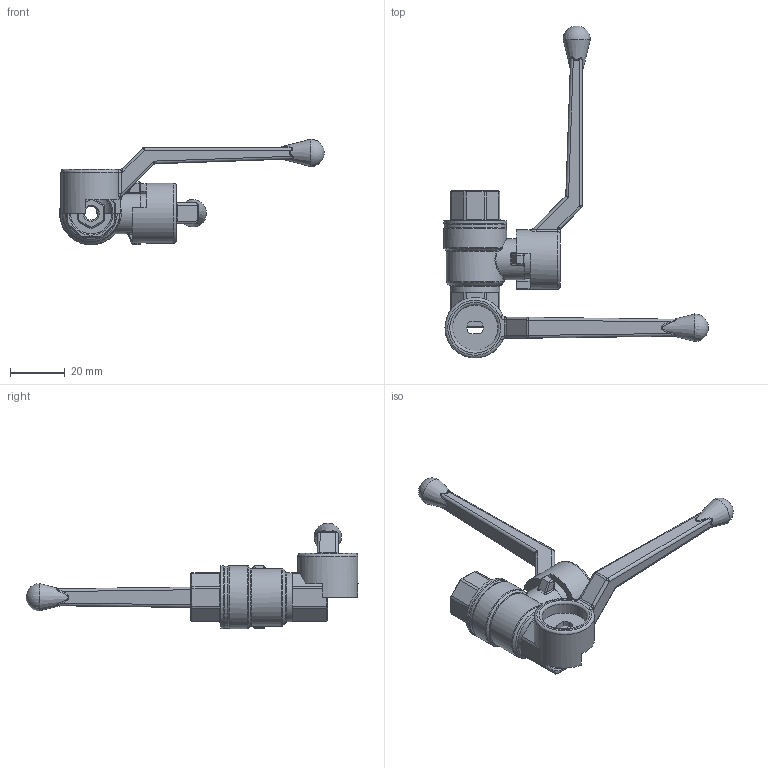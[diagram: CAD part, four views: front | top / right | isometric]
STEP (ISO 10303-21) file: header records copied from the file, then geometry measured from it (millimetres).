
FILE_DESCRIPTION( ( 'Unknown' ), '1' );
FILE_NAME( '2.280.012.stp', 'Unknown', ( 'Unknown' ), ( 'Unknown' ), 'PSStep 13.0', 'Unknown', ' ' );
FILE_SCHEMA( ( 'AUTOMOTIVE_DESIGN { 1 0 10303 214 1 1 1 1 }' ) );
Length unit declared in the file: millimetre
Products named in the file (4): Assem1; Alu-Hebel 1_4 - 1_2; M6-niedrig; 2.280.012
Bounding box: 96.46 x 120.96 x 38.5 mm (x, y, z)
Volume: 38150.9 mm3; surface area: 21114.5 mm2
Topology: 6 solids, 6 shells, 528 faces, 1262 edges, 728 vertices
Faces by surface type: plane 276, cylinder 120, bspline 64, torus 28, sphere 22, cone 18
Full cylindrical faces by diameter (mm): 4.917 x2, 10 x2, 14 x2, 14.95 x4, 15 x2, 16.5 x4, 18 x2, 21 x2, 22 x2, 22.6 x2, 23 x4
Entity records: 12637 total; most frequent: CARTESIAN_POINT 4785, DIRECTION 1185, ORIENTED_EDGE 1150, EDGE_CURVE 575, AXIS2_PLACEMENT_3D 427, VERTEX_POINT 347, LINE 331, VECTOR 331
